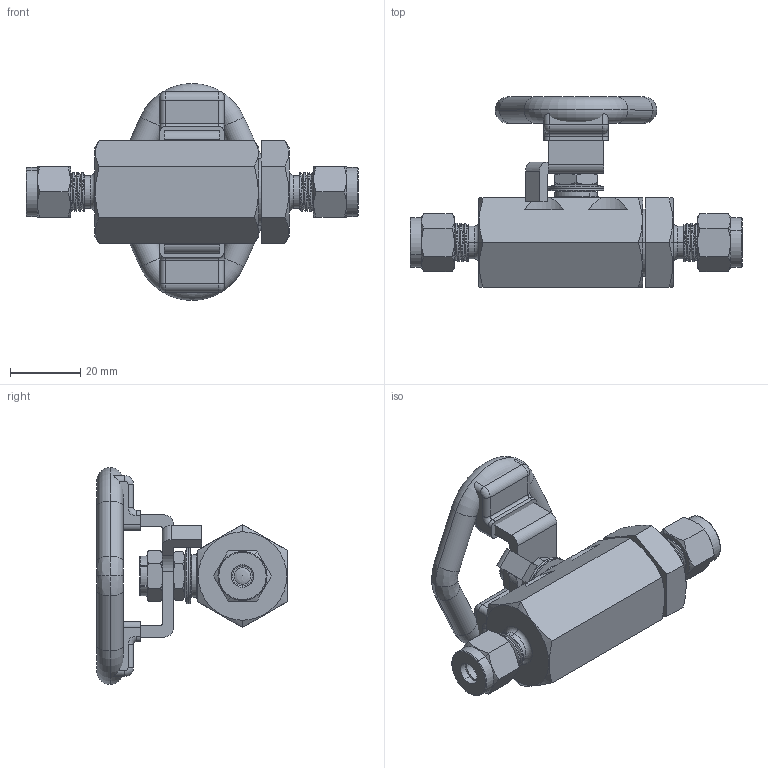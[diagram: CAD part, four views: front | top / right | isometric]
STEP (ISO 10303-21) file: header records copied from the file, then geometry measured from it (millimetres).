
FILE_DESCRIPTION (( 'STEP AP203' ), '1' );
FILE_NAME ('8204XXC4R.step', '2018-03-12T13:26:10', ( '' ), ( '' ), 'SwSTEP 2.0', 'SolidWorks 2017', '' );
FILE_SCHEMA (( 'CONFIG_CONTROL_DESIGN' ));
Length unit declared in the file: inch
Products named in the file (1): 8204XXC4R
Bounding box: 94.45 x 54.13 x 61.72 mm (x, y, z)
Surface area: 27995.3 mm2 (no closed solid volume)
Topology: 0 solids, 23 shells, 645 faces, 1615 edges, 1026 vertices
Faces by surface type: cylinder 247, plane 158, cone 108, bspline 75, torus 55, sphere 2
Entity records: 49484 total; most frequent: CARTESIAN_POINT 35179, ORIENTED_EDGE 3194, DIRECTION 2741, EDGE_CURVE 1609, AXIS2_PLACEMENT_3D 1085, VERTEX_POINT 1022, EDGE_LOOP 701, FACE_OUTER_BOUND 645
